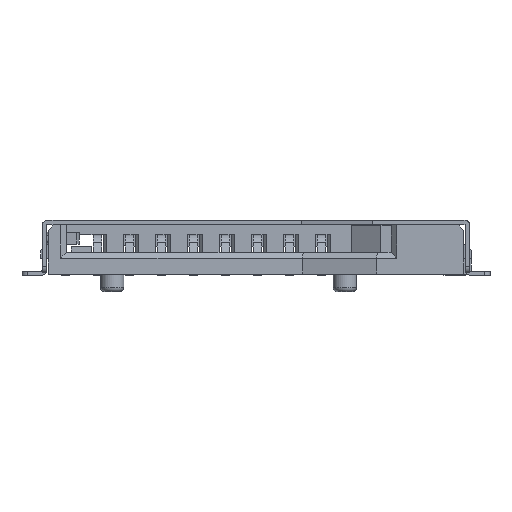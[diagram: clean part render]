
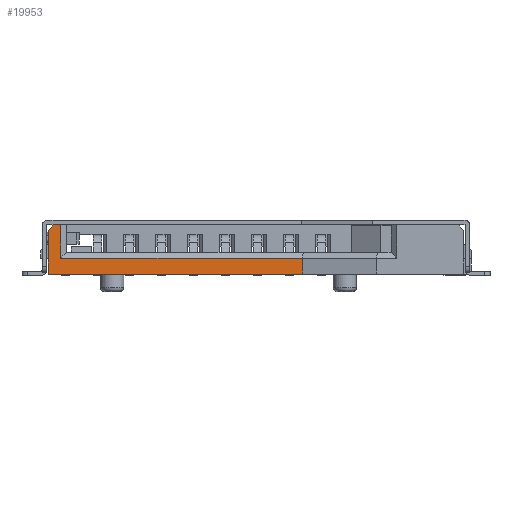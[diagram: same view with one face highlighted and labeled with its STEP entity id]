
A CAD part, front view. The second image highlights one B-rep face of the part: STEP entity #19953.
In plain terms, the highlighted planar face has unit normal (0, -1, 0).
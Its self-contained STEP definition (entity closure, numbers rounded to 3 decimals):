
#1405=ORIENTED_EDGE('',*,*,#6067,.F.);
#1406=ORIENTED_EDGE('',*,*,#6068,.T.);
#1407=ORIENTED_EDGE('',*,*,#6069,.T.);
#1408=ORIENTED_EDGE('',*,*,#6070,.T.);
#1409=ORIENTED_EDGE('',*,*,#6071,.F.);
#1410=ORIENTED_EDGE('',*,*,#6072,.T.);
#1411=ORIENTED_EDGE('',*,*,#5733,.T.);
#5733=EDGE_CURVE('',#8119,#8117,#9695,.T.);
#6067=EDGE_CURVE('',#8370,#8117,#10027,.T.);
#6068=EDGE_CURVE('',#8370,#8371,#10028,.T.);
#6069=EDGE_CURVE('',#8371,#8372,#10029,.T.);
#6070=EDGE_CURVE('',#8372,#8373,#10030,.T.);
#6071=EDGE_CURVE('',#8374,#8373,#10031,.T.);
#6072=EDGE_CURVE('',#8374,#8119,#10032,.T.);
#8117=VERTEX_POINT('',#26948);
#8119=VERTEX_POINT('',#26951);
#8370=VERTEX_POINT('',#27622);
#8371=VERTEX_POINT('',#27624);
#8372=VERTEX_POINT('',#27626);
#8373=VERTEX_POINT('',#27628);
#8374=VERTEX_POINT('',#27630);
#9695=LINE('',#26950,#11685);
#10027=LINE('',#27621,#12017);
#10028=LINE('',#27623,#12018);
#10029=LINE('',#27625,#12019);
#10030=LINE('',#27627,#12020);
#10031=LINE('',#27629,#12021);
#10032=LINE('',#27631,#12022);
#11685=VECTOR('',#22308,1000.);
#12017=VECTOR('',#22816,1000.);
#12018=VECTOR('',#22817,1000.);
#12019=VECTOR('',#22818,1000.);
#12020=VECTOR('',#22819,1000.);
#12021=VECTOR('',#22820,1000.);
#12022=VECTOR('',#22821,1000.);
#13671=EDGE_LOOP('',(#1405,#1406,#1407,#1408,#1409,#1410,#1411));
#14586=FACE_BOUND('',#13671,.T.);
#15491=PLANE('',#20874);
#19953=ADVANCED_FACE('',(#14586),#15491,.F.);
#20874=AXIS2_PLACEMENT_3D('',#27620,#22814,#22815);
#22308=DIRECTION('',(0.,0.,1.));
#22814=DIRECTION('',(0.,1.,0.));
#22815=DIRECTION('',(-1.,0.,0.));
#22816=DIRECTION('',(1.,0.,0.));
#22817=DIRECTION('',(-0.707,0.,-0.707));
#22818=DIRECTION('',(0.,0.,-1.));
#22819=DIRECTION('',(1.,0.,0.));
#22820=DIRECTION('',(0.,0.,-1.));
#22821=DIRECTION('',(-1.,0.,0.));
#26948=CARTESIAN_POINT('',(-6.72,-6.9,1.7));
#26950=CARTESIAN_POINT('',(-6.72,-6.9,1.7));
#26951=CARTESIAN_POINT('',(-6.72,-6.9,0.55));
#27620=CARTESIAN_POINT('',(-7.15,-6.9,1.7));
#27621=CARTESIAN_POINT('',(-7.15,-6.9,1.7));
#27622=CARTESIAN_POINT('',(-6.95,-6.9,1.7));
#27623=CARTESIAN_POINT('',(-6.95,-6.9,1.7));
#27624=CARTESIAN_POINT('',(-7.15,-6.9,1.5));
#27625=CARTESIAN_POINT('',(-7.15,-6.9,1.7));
#27626=CARTESIAN_POINT('',(-7.15,-6.9,0.));
#27627=CARTESIAN_POINT('',(-7.15,-6.9,0.));
#27628=CARTESIAN_POINT('',(1.6,-6.9,0.));
#27629=CARTESIAN_POINT('',(1.6,-6.9,1.7));
#27630=CARTESIAN_POINT('',(1.6,-6.9,0.55));
#27631=CARTESIAN_POINT('',(-6.52,-6.9,0.55));
